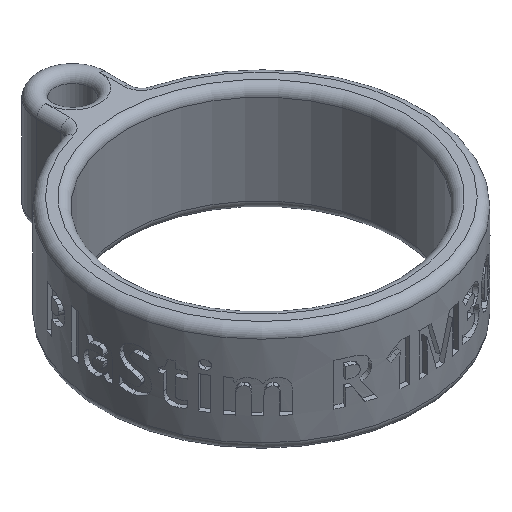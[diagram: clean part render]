
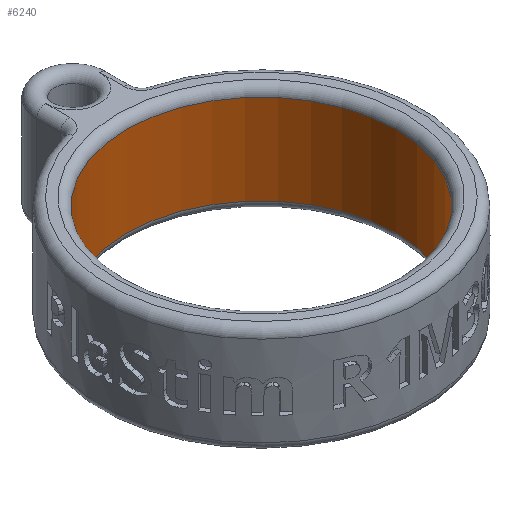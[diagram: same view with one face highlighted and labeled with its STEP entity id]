
A CAD part, isometric view. The second image highlights one B-rep face of the part: STEP entity #6240.
In plain terms, the highlighted cylindrical face has radius 15 mm (diameter 30 mm), a full revolution.
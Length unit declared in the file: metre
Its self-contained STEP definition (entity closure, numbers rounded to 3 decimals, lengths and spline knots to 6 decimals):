
#767=CIRCLE('',#6634,0.015);
#771=CIRCLE('',#6639,0.015);
#917=ORIENTED_EDGE('',*,*,#2887,.T.);
#918=ORIENTED_EDGE('',*,*,#2895,.F.);
#2887=EDGE_CURVE('',#3878,#3878,#767,.T.);
#2895=EDGE_CURVE('',#3884,#3884,#771,.T.);
#3878=VERTEX_POINT('',#8253);
#3884=VERTEX_POINT('',#8268);
#5359=EDGE_LOOP('',(#917));
#5360=EDGE_LOOP('',(#918));
#5770=FACE_BOUND('',#5359,.T.);
#5771=FACE_BOUND('',#5360,.T.);
#6175=CYLINDRICAL_SURFACE('',#6641,0.015);
#6240=ADVANCED_FACE('',(#5770,#5771),#6175,.F.);
#6634=AXIS2_PLACEMENT_3D('',#8252,#7042,#7043);
#6639=AXIS2_PLACEMENT_3D('',#8267,#7056,#7057);
#6641=AXIS2_PLACEMENT_3D('',#8271,#7060,#7061);
#7042=DIRECTION('',(0.,0.,1.));
#7043=DIRECTION('',(1.,0.,0.));
#7056=DIRECTION('',(0.,0.,1.));
#7057=DIRECTION('',(1.,0.,0.));
#7060=DIRECTION('',(0.,0.,-1.));
#7061=DIRECTION('',(-1.,0.,0.));
#8252=CARTESIAN_POINT('',(0.,0.,0.005));
#8253=CARTESIAN_POINT('',(0.015,0.,0.005));
#8267=CARTESIAN_POINT('',(0.,0.,-0.005));
#8268=CARTESIAN_POINT('',(0.015,0.,-0.005));
#8271=CARTESIAN_POINT('',(0.,0.,0.005));
